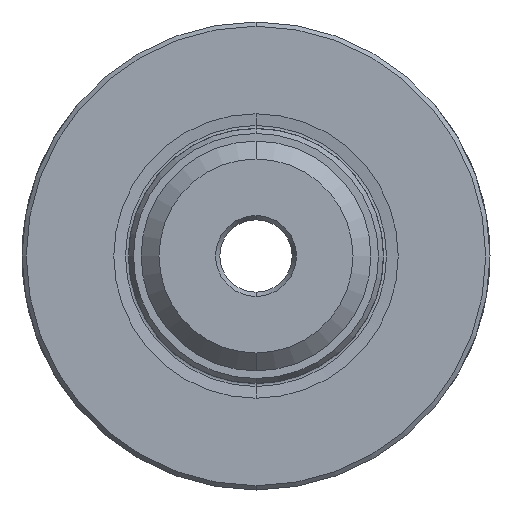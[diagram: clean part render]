
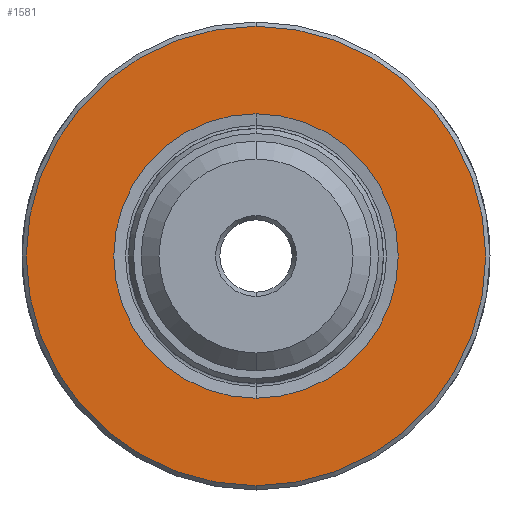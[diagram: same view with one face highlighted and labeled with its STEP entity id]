
A CAD part, left-side view. The second image highlights one B-rep face of the part: STEP entity #1581.
In plain terms, the highlighted planar face has unit normal (-1, 0, 0).
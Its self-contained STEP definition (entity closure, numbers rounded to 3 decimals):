
#88 = CARTESIAN_POINT ( 'NONE',  ( 0., 0., 27. ) ) ;
#114 = VERTEX_POINT ( 'NONE', #1511 ) ;
#212 = ORIENTED_EDGE ( 'NONE', *, *, #319, .F. ) ;
#319 = EDGE_CURVE ( 'NONE', #1538, #1824, #546, .T. ) ;
#333 = CIRCLE ( 'NONE', #465, 16.715 ) ;
#334 = DIRECTION ( 'NONE',  ( 0., 0., 1. ) ) ;
#336 = EDGE_CURVE ( 'NONE', #1014, #114, #510, .T. ) ;
#465 = AXIS2_PLACEMENT_3D ( 'NONE', #1598, #990, #991 ) ;
#510 = CIRCLE ( 'NONE', #1136, 16.715 ) ;
#515 = ORIENTED_EDGE ( 'NONE', *, *, #1198, .F. ) ;
#546 = CIRCLE ( 'NONE', #1628, 27. ) ;
#579 = AXIS2_PLACEMENT_3D ( 'NONE', #1066, #1348, #334 ) ;
#635 = PLANE ( 'NONE',  #579 ) ;
#664 = EDGE_CURVE ( 'NONE', #114, #1014, #333, .T. ) ;
#836 = CIRCLE ( 'NONE', #1146, 27. ) ;
#898 = ORIENTED_EDGE ( 'NONE', *, *, #336, .T. ) ;
#990 = DIRECTION ( 'NONE',  ( 1., 0., 0. ) ) ;
#991 = DIRECTION ( 'NONE',  ( 0., 0., -1. ) ) ;
#1014 = VERTEX_POINT ( 'NONE', #1843 ) ;
#1022 = DIRECTION ( 'NONE',  ( 0., 0., -1. ) ) ;
#1026 = DIRECTION ( 'NONE',  ( 1., 0., 0. ) ) ;
#1066 = CARTESIAN_POINT ( 'NONE',  ( 0., 16.715, 0. ) ) ;
#1136 = AXIS2_PLACEMENT_3D ( 'NONE', #1924, #1925, #1929 ) ;
#1145 = CARTESIAN_POINT ( 'NONE',  ( 0., 0., -27. ) ) ;
#1146 = AXIS2_PLACEMENT_3D ( 'NONE', #1199, #1026, #1022 ) ;
#1175 = EDGE_LOOP ( 'NONE', ( #1316, #898 ) ) ;
#1190 = EDGE_LOOP ( 'NONE', ( #515, #212 ) ) ;
#1198 = EDGE_CURVE ( 'NONE', #1824, #1538, #836, .T. ) ;
#1199 = CARTESIAN_POINT ( 'NONE',  ( 0., 0., 0. ) ) ;
#1316 = ORIENTED_EDGE ( 'NONE', *, *, #664, .T. ) ;
#1348 = DIRECTION ( 'NONE',  ( -1., 0., 0. ) ) ;
#1511 = CARTESIAN_POINT ( 'NONE',  ( 0., 0., 16.715 ) ) ;
#1538 = VERTEX_POINT ( 'NONE', #88 ) ;
#1581 = ADVANCED_FACE ( 'NONE', ( #1728, #1729 ), #635, .T. ) ;
#1598 = CARTESIAN_POINT ( 'NONE',  ( 0., 0., 0. ) ) ;
#1628 = AXIS2_PLACEMENT_3D ( 'NONE', #1890, #1891, #1895 ) ;
#1728 = FACE_BOUND ( 'NONE', #1175, .T. ) ;
#1729 = FACE_OUTER_BOUND ( 'NONE', #1190, .T. ) ;
#1824 = VERTEX_POINT ( 'NONE', #1145 ) ;
#1843 = CARTESIAN_POINT ( 'NONE',  ( 0., 0., -16.715 ) ) ;
#1890 = CARTESIAN_POINT ( 'NONE',  ( 0., 0., 0. ) ) ;
#1891 = DIRECTION ( 'NONE',  ( 1., 0., 0. ) ) ;
#1895 = DIRECTION ( 'NONE',  ( 0., 0., -1. ) ) ;
#1924 = CARTESIAN_POINT ( 'NONE',  ( 0., 0., 0. ) ) ;
#1925 = DIRECTION ( 'NONE',  ( 1., 0., 0. ) ) ;
#1929 = DIRECTION ( 'NONE',  ( 0., 0., -1. ) ) ;
